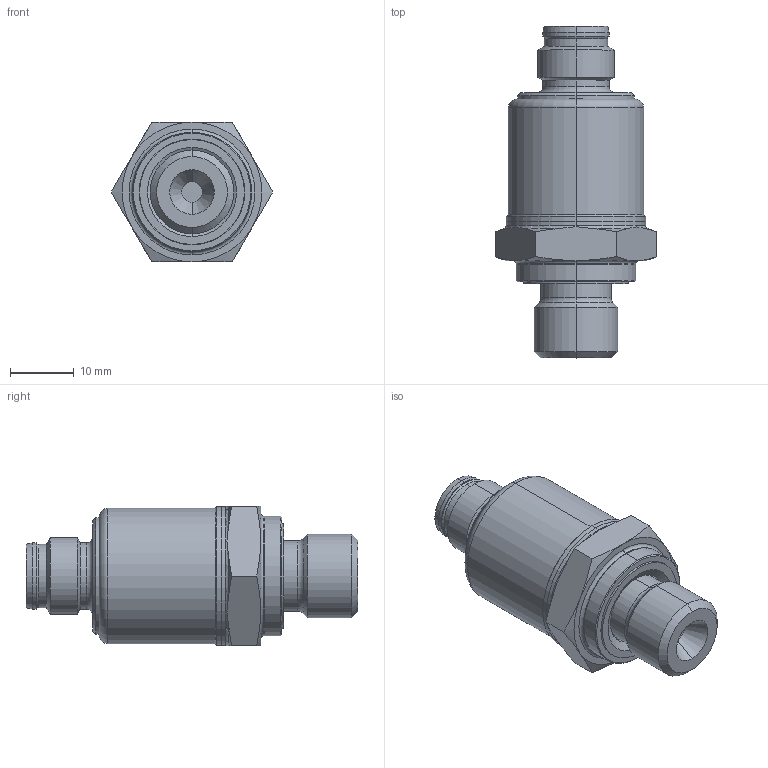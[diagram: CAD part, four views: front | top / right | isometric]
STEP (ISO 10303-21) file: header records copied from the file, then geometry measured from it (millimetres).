
FILE_DESCRIPTION (( 'STEP AP214' ), '1' );
FILE_NAME ('065539~01.STEP', '2013-05-29T06:28:21', ( 'Windows-Benutzer' ), ( 'Sensor-Technik Wiedemann GmbH' ), 'SwSTEP 2.0', 'SolidWorks 2011', '' );
FILE_SCHEMA (( 'AUTOMOTIVE_DESIGN' ));
Length unit declared in the file: millimetre
Products named in the file (1): 065539~01
Bounding box: 25.4 x 52.25 x 22 mm (x, y, z)
Surface area: 5597.5 mm2 (no closed solid volume)
Topology: 0 solids, 11 shells, 134 faces, 288 edges, 170 vertices
Faces by surface type: cylinder 48, cone 44, plane 25, torus 17
Entity records: 5191 total; most frequent: CARTESIAN_POINT 763, DIRECTION 686, ORIENTED_EDGE 546, AXIS2_PLACEMENT_3D 297, EDGE_CURVE 288, VERTEX_POINT 170, CIRCLE 162, EDGE_LOOP 141
